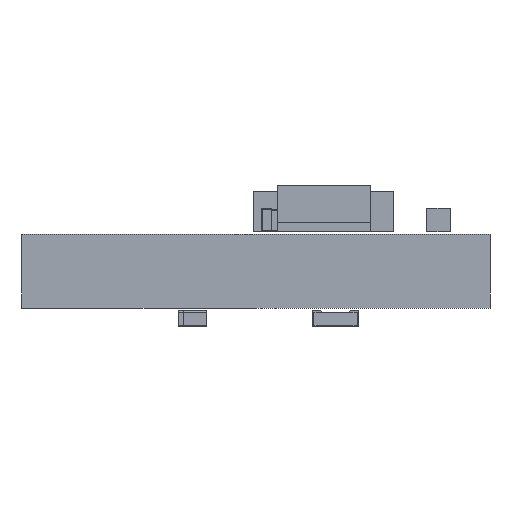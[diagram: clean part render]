
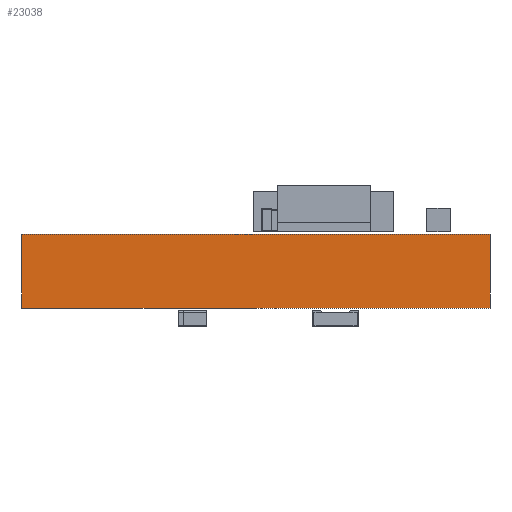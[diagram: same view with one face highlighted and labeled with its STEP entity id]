
A CAD part, front view. The second image highlights one B-rep face of the part: STEP entity #23038.
In plain terms, the highlighted planar face has unit normal (0, -1, 0).
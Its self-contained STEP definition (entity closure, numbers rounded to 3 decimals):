
#23038 = ADVANCED_FACE('',(#23039),#23053,.T.);
#23039 = FACE_BOUND('',#23040,.T.);
#23040 = EDGE_LOOP('',(#23041,#23076,#23104,#23132));
#23041 = ORIENTED_EDGE('',*,*,#23042,.T.);
#23042 = EDGE_CURVE('',#23043,#23045,#23047,.T.);
#23043 = VERTEX_POINT('',#23044);
#23044 = CARTESIAN_POINT('',(130.6,-86.7,0.));
#23045 = VERTEX_POINT('',#23046);
#23046 = CARTESIAN_POINT('',(130.6,-86.7,1.58));
#23047 = SURFACE_CURVE('',#23048,(#23052,#23064),.PCURVE_S1.);
#23048 = LINE('',#23049,#23050);
#23049 = CARTESIAN_POINT('',(130.6,-86.7,0.));
#23050 = VECTOR('',#23051,1.);
#23051 = DIRECTION('',(0.,0.,1.));
#23052 = PCURVE('',#23053,#23058);
#23053 = PLANE('',#23054);
#23054 = AXIS2_PLACEMENT_3D('',#23055,#23056,#23057);
#23055 = CARTESIAN_POINT('',(130.6,-86.7,0.));
#23056 = DIRECTION('',(0.,-1.,0.));
#23057 = DIRECTION('',(-1.,0.,0.));
#23058 = DEFINITIONAL_REPRESENTATION('',(#23059),#23063);
#23059 = LINE('',#23060,#23061);
#23060 = CARTESIAN_POINT('',(0.,-0.));
#23061 = VECTOR('',#23062,1.);
#23062 = DIRECTION('',(0.,-1.));
#23063 = ( GEOMETRIC_REPRESENTATION_CONTEXT(2) 
PARAMETRIC_REPRESENTATION_CONTEXT() REPRESENTATION_CONTEXT('2D SPACE',''
  ) );
#23064 = PCURVE('',#23065,#23070);
#23065 = PLANE('',#23066);
#23066 = AXIS2_PLACEMENT_3D('',#23067,#23068,#23069);
#23067 = CARTESIAN_POINT('',(130.6,-74.7,0.));
#23068 = DIRECTION('',(1.,0.,-0.));
#23069 = DIRECTION('',(0.,-1.,0.));
#23070 = DEFINITIONAL_REPRESENTATION('',(#23071),#23075);
#23071 = LINE('',#23072,#23073);
#23072 = CARTESIAN_POINT('',(12.,0.));
#23073 = VECTOR('',#23074,1.);
#23074 = DIRECTION('',(0.,-1.));
#23075 = ( GEOMETRIC_REPRESENTATION_CONTEXT(2) 
PARAMETRIC_REPRESENTATION_CONTEXT() REPRESENTATION_CONTEXT('2D SPACE',''
  ) );
#23076 = ORIENTED_EDGE('',*,*,#23077,.T.);
#23077 = EDGE_CURVE('',#23045,#23078,#23080,.T.);
#23078 = VERTEX_POINT('',#23079);
#23079 = CARTESIAN_POINT('',(120.6,-86.7,1.58));
#23080 = SURFACE_CURVE('',#23081,(#23085,#23092),.PCURVE_S1.);
#23081 = LINE('',#23082,#23083);
#23082 = CARTESIAN_POINT('',(130.6,-86.7,1.58));
#23083 = VECTOR('',#23084,1.);
#23084 = DIRECTION('',(-1.,0.,0.));
#23085 = PCURVE('',#23053,#23086);
#23086 = DEFINITIONAL_REPRESENTATION('',(#23087),#23091);
#23087 = LINE('',#23088,#23089);
#23088 = CARTESIAN_POINT('',(0.,-1.58));
#23089 = VECTOR('',#23090,1.);
#23090 = DIRECTION('',(1.,0.));
#23091 = ( GEOMETRIC_REPRESENTATION_CONTEXT(2) 
PARAMETRIC_REPRESENTATION_CONTEXT() REPRESENTATION_CONTEXT('2D SPACE',''
  ) );
#23092 = PCURVE('',#23093,#23098);
#23093 = PLANE('',#23094);
#23094 = AXIS2_PLACEMENT_3D('',#23095,#23096,#23097);
#23095 = CARTESIAN_POINT('',(125.6,-80.7,1.58));
#23096 = DIRECTION('',(-0.,-0.,-1.));
#23097 = DIRECTION('',(-1.,0.,0.));
#23098 = DEFINITIONAL_REPRESENTATION('',(#23099),#23103);
#23099 = LINE('',#23100,#23101);
#23100 = CARTESIAN_POINT('',(-5.,-6.));
#23101 = VECTOR('',#23102,1.);
#23102 = DIRECTION('',(1.,0.));
#23103 = ( GEOMETRIC_REPRESENTATION_CONTEXT(2) 
PARAMETRIC_REPRESENTATION_CONTEXT() REPRESENTATION_CONTEXT('2D SPACE',''
  ) );
#23104 = ORIENTED_EDGE('',*,*,#23105,.F.);
#23105 = EDGE_CURVE('',#23106,#23078,#23108,.T.);
#23106 = VERTEX_POINT('',#23107);
#23107 = CARTESIAN_POINT('',(120.6,-86.7,0.));
#23108 = SURFACE_CURVE('',#23109,(#23113,#23120),.PCURVE_S1.);
#23109 = LINE('',#23110,#23111);
#23110 = CARTESIAN_POINT('',(120.6,-86.7,0.));
#23111 = VECTOR('',#23112,1.);
#23112 = DIRECTION('',(0.,0.,1.));
#23113 = PCURVE('',#23053,#23114);
#23114 = DEFINITIONAL_REPRESENTATION('',(#23115),#23119);
#23115 = LINE('',#23116,#23117);
#23116 = CARTESIAN_POINT('',(10.,0.));
#23117 = VECTOR('',#23118,1.);
#23118 = DIRECTION('',(0.,-1.));
#23119 = ( GEOMETRIC_REPRESENTATION_CONTEXT(2) 
PARAMETRIC_REPRESENTATION_CONTEXT() REPRESENTATION_CONTEXT('2D SPACE',''
  ) );
#23120 = PCURVE('',#23121,#23126);
#23121 = PLANE('',#23122);
#23122 = AXIS2_PLACEMENT_3D('',#23123,#23124,#23125);
#23123 = CARTESIAN_POINT('',(120.6,-86.7,0.));
#23124 = DIRECTION('',(-1.,0.,0.));
#23125 = DIRECTION('',(0.,1.,0.));
#23126 = DEFINITIONAL_REPRESENTATION('',(#23127),#23131);
#23127 = LINE('',#23128,#23129);
#23128 = CARTESIAN_POINT('',(0.,0.));
#23129 = VECTOR('',#23130,1.);
#23130 = DIRECTION('',(0.,-1.));
#23131 = ( GEOMETRIC_REPRESENTATION_CONTEXT(2) 
PARAMETRIC_REPRESENTATION_CONTEXT() REPRESENTATION_CONTEXT('2D SPACE',''
  ) );
#23132 = ORIENTED_EDGE('',*,*,#23133,.F.);
#23133 = EDGE_CURVE('',#23043,#23106,#23134,.T.);
#23134 = SURFACE_CURVE('',#23135,(#23139,#23146),.PCURVE_S1.);
#23135 = LINE('',#23136,#23137);
#23136 = CARTESIAN_POINT('',(130.6,-86.7,0.));
#23137 = VECTOR('',#23138,1.);
#23138 = DIRECTION('',(-1.,0.,0.));
#23139 = PCURVE('',#23053,#23140);
#23140 = DEFINITIONAL_REPRESENTATION('',(#23141),#23145);
#23141 = LINE('',#23142,#23143);
#23142 = CARTESIAN_POINT('',(0.,-0.));
#23143 = VECTOR('',#23144,1.);
#23144 = DIRECTION('',(1.,0.));
#23145 = ( GEOMETRIC_REPRESENTATION_CONTEXT(2) 
PARAMETRIC_REPRESENTATION_CONTEXT() REPRESENTATION_CONTEXT('2D SPACE',''
  ) );
#23146 = PCURVE('',#23147,#23152);
#23147 = PLANE('',#23148);
#23148 = AXIS2_PLACEMENT_3D('',#23149,#23150,#23151);
#23149 = CARTESIAN_POINT('',(125.6,-80.7,0.));
#23150 = DIRECTION('',(-0.,-0.,-1.));
#23151 = DIRECTION('',(-1.,0.,0.));
#23152 = DEFINITIONAL_REPRESENTATION('',(#23153),#23157);
#23153 = LINE('',#23154,#23155);
#23154 = CARTESIAN_POINT('',(-5.,-6.));
#23155 = VECTOR('',#23156,1.);
#23156 = DIRECTION('',(1.,0.));
#23157 = ( GEOMETRIC_REPRESENTATION_CONTEXT(2) 
PARAMETRIC_REPRESENTATION_CONTEXT() REPRESENTATION_CONTEXT('2D SPACE',''
  ) );
